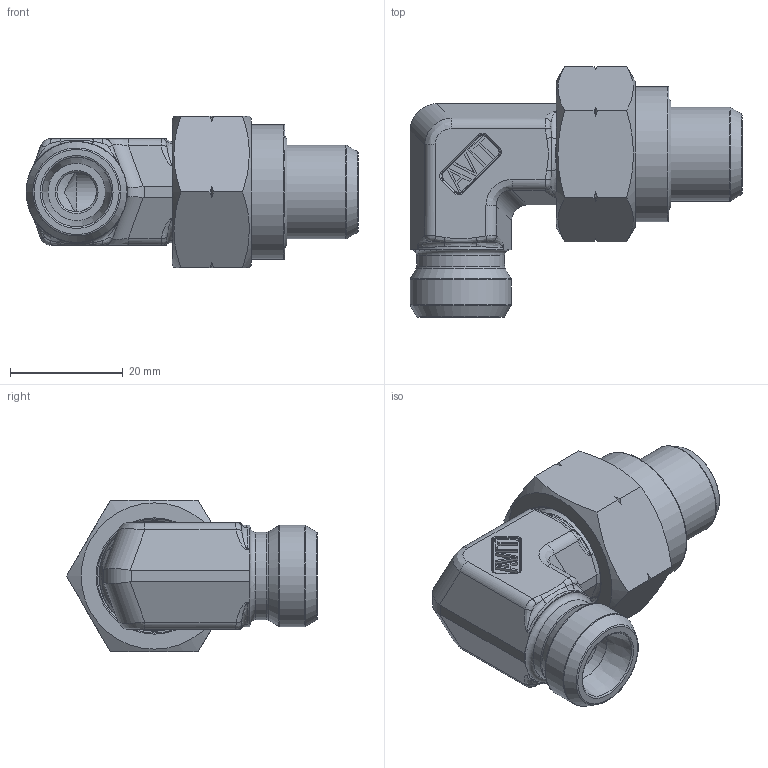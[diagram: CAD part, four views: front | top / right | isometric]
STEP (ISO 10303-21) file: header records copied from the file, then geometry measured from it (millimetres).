
FILE_DESCRIPTION(/* description */ (''),/* implementation_level */ '2;1');
FILE_NAME(/* name */ 'SV102.stp',/* time_stamp */ '2025-01-10T08:41:01+01:00',/* author */ (''),/* organization */ (''),/* preprocessor_version */ 'ST-DEVELOPER v16',/* originating_system */ 'SIEMENS PLM Software NX 10.0',/* authorisation */ '');
FILE_SCHEMA (('AP203_CONFIGURATION_CONTROLLED_3D_DESIGN_OF_MECHANICAL_PARTS_AND_ASSEMBLIES_MIM_LF { 1 0 10303 403 2 1 2}'));
Length unit declared in the file: millimetre
Products named in the file (1): lwes24B827ADuv7o
Bounding box: 59 x 44.59 x 27 mm (x, y, z)
Volume: 22423.4 mm3; surface area: 11217.2 mm2
Topology: 4 solids, 4 shells, 316 faces, 765 edges, 474 vertices
Faces by surface type: plane 110, cylinder 64, bspline 62, torus 33, cone 28, extrusion 17, revolution 2
Full cylindrical faces by diameter (mm): 7 x1, 8 x1, 10.195 x1, 14.6 x1, 14.95 x1, 15.6 x1, 16.66 x1, 17.145 x1, 18 x1, 19.535 x2, 19.642 x1, 20.25 x1, 23.95 x1
Entity records: 10667 total; most frequent: CARTESIAN_POINT 4164, ORIENTED_EDGE 1386, DIRECTION 1133, EDGE_CURVE 693, AXIS2_PLACEMENT_3D 467, VERTEX_POINT 457, EDGE_LOOP 390, ADVANCED_FACE 316
